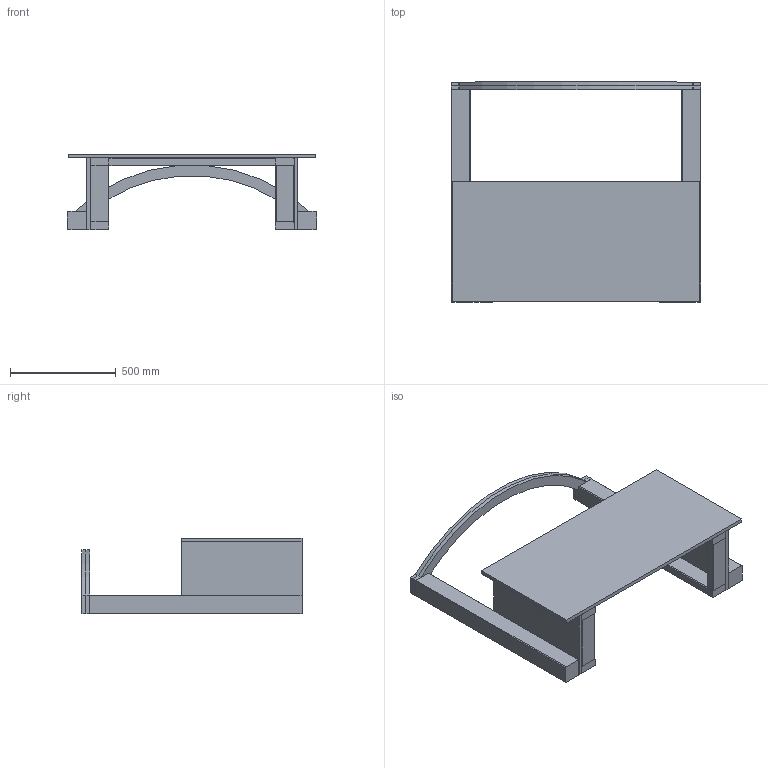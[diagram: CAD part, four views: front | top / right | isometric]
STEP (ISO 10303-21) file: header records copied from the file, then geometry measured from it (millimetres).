
FILE_DESCRIPTION (( 'STEP AP214' ), '1' );
FILE_NAME ('TE-22001-Single.STEP', '2022-01-06T04:03:31', ( '' ), ( '' ), 'SwSTEP 2.0', 'SolidWorks 2019', '' );
FILE_SCHEMA (( 'AUTOMOTIVE_DESIGN' ));
Length unit declared in the file: inch
Products named in the file (14): TE-22011; TE-22025; TE-22017; TE-22012; TE-22021-Single; TE-22016; TE-22015; TE-22013; TE-22023-Single; TE-22010; TE-22001-Single; TE-22020-Single; TE-22014
Assembly tree (23 placements, depth 4):
  TE-22001-Single
    TE-22020-Single
      TE-22023-Single
        TE-22021-Single  x2
      TE-22025  x2
    TE-22010
      TE-22013
        TE-22012
        TE-22011  x2
      TE-22017
        TE-22016
        TE-22014  x2
        TE-22015  x2
      TE-22017
        TE-22016
        TE-22014  x2
        TE-22015  x2
Bounding box: 1181.1 x 1041.4 x 359.57 mm (x, y, z)
Volume: 54522884.7 mm3; surface area: 4674961.8 mm2
Topology: 17 solids, 17 shells, 170 faces, 408 edges, 272 vertices
Faces by surface type: plane 110, cylinder 60
Entity records: 2592 total; most frequent: DIRECTION 406, CARTESIAN_POINT 370, ORIENTED_EDGE 324, EDGE_CURVE 162, AXIS2_PLACEMENT_3D 144, VECTOR 118, LINE 118, VERTEX_POINT 108
